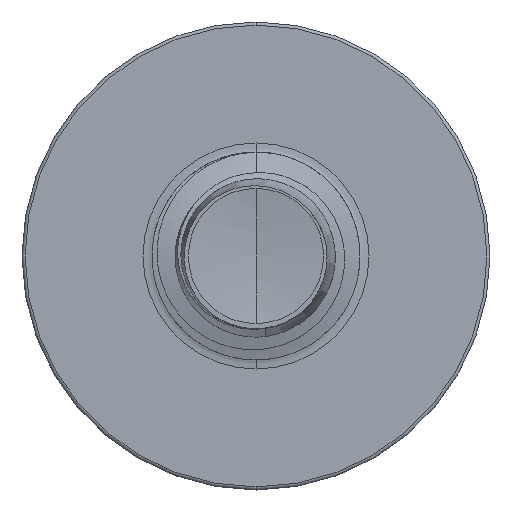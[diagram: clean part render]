
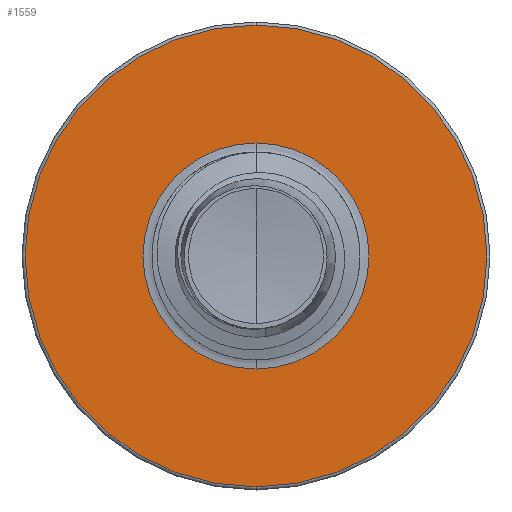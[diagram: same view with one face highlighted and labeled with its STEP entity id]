
A CAD part, front view. The second image highlights one B-rep face of the part: STEP entity #1559.
In plain terms, the highlighted planar face has unit normal (0, -1, 0).
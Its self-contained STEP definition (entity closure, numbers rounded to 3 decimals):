
#311 = CARTESIAN_POINT ( 'NONE',  ( 0., 4., -4.44 ) ) ;
#439 = DIRECTION ( 'NONE',  ( 0., 0., 1. ) ) ;
#548 = CARTESIAN_POINT ( 'NONE',  ( 0., 4., -2.174 ) ) ;
#712 = DIRECTION ( 'NONE',  ( 0., 1., 0. ) ) ;
#1551 = ORIENTED_EDGE ( 'NONE', *, *, #3801, .T. ) ;
#1559 = ADVANCED_FACE ( 'NONE', ( #2969, #5853 ), #11392, .F. ) ;
#1850 = VERTEX_POINT ( 'NONE', #548 ) ;
#1956 = ORIENTED_EDGE ( 'NONE', *, *, #3095, .F. ) ;
#2115 = CARTESIAN_POINT ( 'NONE',  ( 0., 4., 4.44 ) ) ;
#2796 = EDGE_CURVE ( 'NONE', #1850, #9218, #12669, .T. ) ;
#2969 = FACE_OUTER_BOUND ( 'NONE', #4401, .T. ) ;
#3090 = AXIS2_PLACEMENT_3D ( 'NONE', #3399, #11052, #4501 ) ;
#3095 = EDGE_CURVE ( 'NONE', #5461, #3712, #9433, .T. ) ;
#3399 = CARTESIAN_POINT ( 'NONE',  ( 0., 4., 0. ) ) ;
#3530 = EDGE_CURVE ( 'NONE', #3712, #5461, #7341, .T. ) ;
#3537 = DIRECTION ( 'NONE',  ( 0., 0., 1. ) ) ;
#3712 = VERTEX_POINT ( 'NONE', #311 ) ;
#3801 = EDGE_CURVE ( 'NONE', #9218, #1850, #4140, .T. ) ;
#4140 = CIRCLE ( 'NONE', #3090, 2.174 ) ;
#4401 = EDGE_LOOP ( 'NONE', ( #1956, #12465 ) ) ;
#4498 = CARTESIAN_POINT ( 'NONE',  ( 0., 4., 0. ) ) ;
#4501 = DIRECTION ( 'NONE',  ( 0., 0., 1. ) ) ;
#5101 = AXIS2_PLACEMENT_3D ( 'NONE', #13418, #6881, #439 ) ;
#5461 = VERTEX_POINT ( 'NONE', #2115 ) ;
#5589 = DIRECTION ( 'NONE',  ( 0., 0., 1. ) ) ;
#5853 = FACE_BOUND ( 'NONE', #9889, .T. ) ;
#6881 = DIRECTION ( 'NONE',  ( 0., 1., 0. ) ) ;
#7150 = CARTESIAN_POINT ( 'NONE',  ( 0., 4., 0. ) ) ;
#7341 = CIRCLE ( 'NONE', #10689, 4.44 ) ;
#7827 = CARTESIAN_POINT ( 'NONE',  ( 0., 4., -2.174 ) ) ;
#7972 = AXIS2_PLACEMENT_3D ( 'NONE', #7150, #712, #8232 ) ;
#8232 = DIRECTION ( 'NONE',  ( 0., 0., 1. ) ) ;
#9218 = VERTEX_POINT ( 'NONE', #10468 ) ;
#9433 = CIRCLE ( 'NONE', #7972, 4.44 ) ;
#9889 = EDGE_LOOP ( 'NONE', ( #1551, #13546 ) ) ;
#10077 = DIRECTION ( 'NONE',  ( 0., 1., 0. ) ) ;
#10468 = CARTESIAN_POINT ( 'NONE',  ( 0., 4., 2.174 ) ) ;
#10689 = AXIS2_PLACEMENT_3D ( 'NONE', #4498, #12133, #5589 ) ;
#11052 = DIRECTION ( 'NONE',  ( 0., 1., 0. ) ) ;
#11392 = PLANE ( 'NONE',  #13204 ) ;
#12133 = DIRECTION ( 'NONE',  ( 0., 1., 0. ) ) ;
#12465 = ORIENTED_EDGE ( 'NONE', *, *, #3530, .F. ) ;
#12669 = CIRCLE ( 'NONE', #5101, 2.174 ) ;
#13204 = AXIS2_PLACEMENT_3D ( 'NONE', #7827, #10077, #3537 ) ;
#13418 = CARTESIAN_POINT ( 'NONE',  ( 0., 4., 0. ) ) ;
#13546 = ORIENTED_EDGE ( 'NONE', *, *, #2796, .T. ) ;
